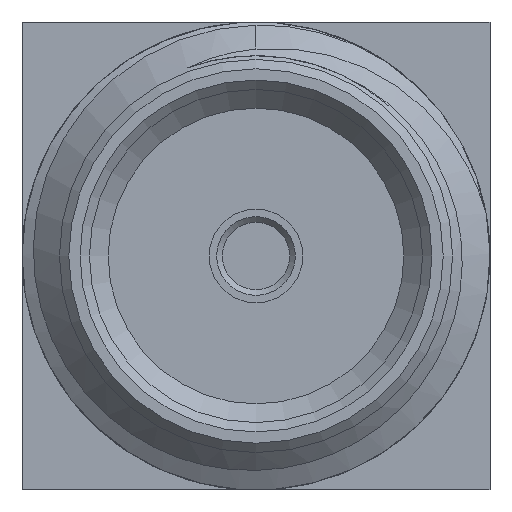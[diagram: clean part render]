
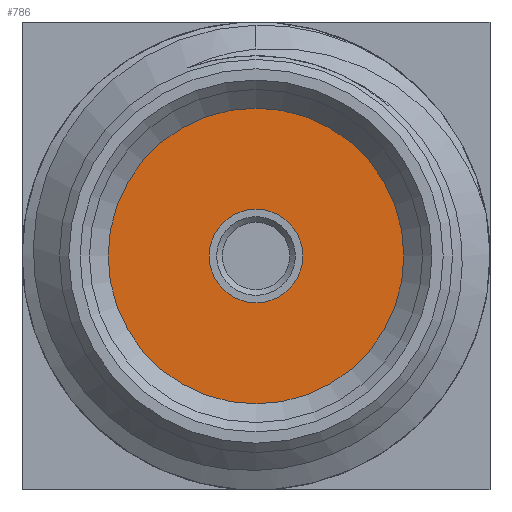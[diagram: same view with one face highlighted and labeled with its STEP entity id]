
A CAD part, left-side view. The second image highlights one B-rep face of the part: STEP entity #786.
In plain terms, the highlighted planar face has unit normal (-1, 0, 0).
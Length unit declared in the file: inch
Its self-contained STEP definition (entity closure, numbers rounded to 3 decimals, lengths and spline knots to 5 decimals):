
#35 = DIRECTION ( 'NONE',  ( 0., 0., 1. ) ) ;
#223 = VERTEX_POINT ( 'NONE', #2388 ) ;
#266 = DIRECTION ( 'NONE',  ( -1., 0., 0. ) ) ;
#588 = AXIS2_PLACEMENT_3D ( 'NONE', #2356, #2322, #1760 ) ;
#609 = ORIENTED_EDGE ( 'NONE', *, *, #2334, .T. ) ;
#786 = ADVANCED_FACE ( 'NONE', ( #2060, #1565 ), #1402, .T. ) ;
#1049 = VERTEX_POINT ( 'NONE', #2005 ) ;
#1292 = CIRCLE ( 'NONE', #1947, 0.025 ) ;
#1402 = PLANE ( 'NONE',  #1507 ) ;
#1507 = AXIS2_PLACEMENT_3D ( 'NONE', #2367, #266, #35 ) ;
#1565 = FACE_OUTER_BOUND ( 'NONE', #1911, .T. ) ;
#1600 = EDGE_LOOP ( 'NONE', ( #1695 ) ) ;
#1695 = ORIENTED_EDGE ( 'NONE', *, *, #1878, .F. ) ;
#1760 = DIRECTION ( 'NONE',  ( 0., 0., 1. ) ) ;
#1875 = DIRECTION ( 'NONE',  ( 0., 0., 1. ) ) ;
#1878 = EDGE_CURVE ( 'NONE', #223, #223, #1292, .T. ) ;
#1911 = EDGE_LOOP ( 'NONE', ( #609 ) ) ;
#1947 = AXIS2_PLACEMENT_3D ( 'NONE', #2089, #2259, #1875 ) ;
#2005 = CARTESIAN_POINT ( 'NONE',  ( 0.05654, 0., 0.079 ) ) ;
#2060 = FACE_BOUND ( 'NONE', #1600, .T. ) ;
#2089 = CARTESIAN_POINT ( 'NONE',  ( 0.05654, 0., 0. ) ) ;
#2259 = DIRECTION ( 'NONE',  ( -1., 0., 0. ) ) ;
#2322 = DIRECTION ( 'NONE',  ( -1., 0., 0. ) ) ;
#2334 = EDGE_CURVE ( 'NONE', #1049, #1049, #2411, .T. ) ;
#2356 = CARTESIAN_POINT ( 'NONE',  ( 0.05654, 0., 0. ) ) ;
#2367 = CARTESIAN_POINT ( 'NONE',  ( 0.05654, 0., 0. ) ) ;
#2388 = CARTESIAN_POINT ( 'NONE',  ( 0.05654, 0., 0.025 ) ) ;
#2411 = CIRCLE ( 'NONE', #588, 0.079 ) ;
